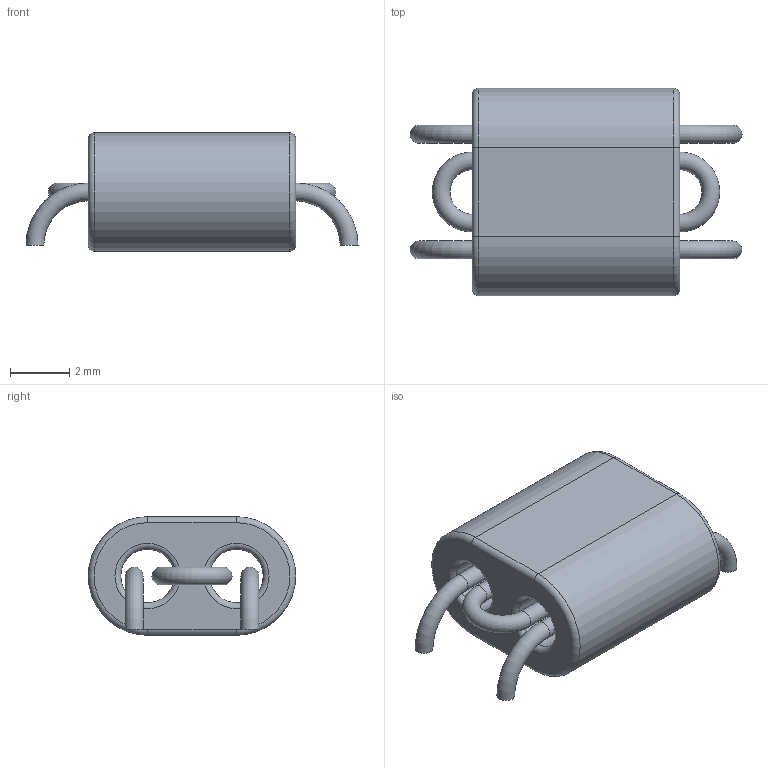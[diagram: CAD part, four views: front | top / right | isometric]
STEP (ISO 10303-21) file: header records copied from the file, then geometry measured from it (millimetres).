
FILE_DESCRIPTION(/* description */ (''),/* implementation_level */ '2;1');
FILE_NAME(/* name */ 'Ferrite_binocular_7x7x4.step',/* time_stamp */ '2021-11-18T17:40:02+02:00',/* author */ (''),/* organization */ (''),/* preprocessor_version */ 'ST-DEVELOPER v18.1',/* originating_system */ 'Autodesk Translation Framework v10.10.0.1391',/* authorisation */ '');
FILE_SCHEMA (('AUTOMOTIVE_DESIGN { 1 0 10303 214 3 1 1 }'));
Length unit declared in the file: millimetre
Products named in the file (1): Ferrite_binocular_7x7x4
Bounding box: 11.2 x 7 x 4 mm (x, y, z)
Volume: 148.8 mm3; surface area: 330.7 mm2
Topology: 4 solids, 4 shells, 34 faces, 74 edges, 46 vertices
Faces by surface type: torus 14, cylinder 12, plane 8
Full cylindrical faces by diameter (mm): 0.6 x4, 1.8 x2
Entity records: 1010 total; most frequent: DIRECTION 200, CARTESIAN_POINT 155, ORIENTED_EDGE 148, AXIS2_PLACEMENT_3D 91, EDGE_CURVE 74, CIRCLE 56, VERTEX_POINT 46, EDGE_LOOP 38
